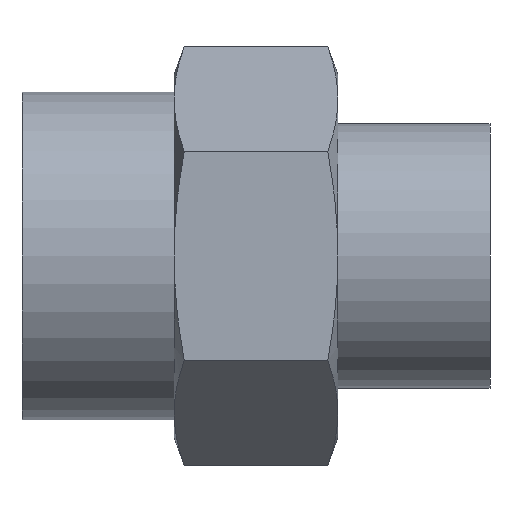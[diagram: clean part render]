
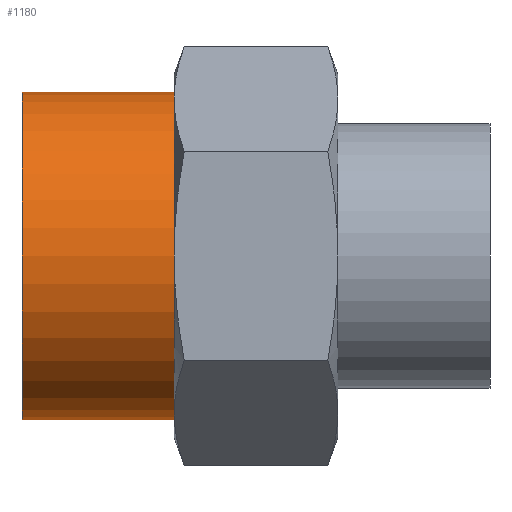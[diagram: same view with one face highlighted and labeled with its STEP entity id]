
A CAD part, front view. The second image highlights one B-rep face of the part: STEP entity #1180.
In plain terms, the highlighted cylindrical face has radius 10.047 mm (diameter 20.095 mm), a full revolution.
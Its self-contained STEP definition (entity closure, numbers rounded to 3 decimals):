
#201=FACE_OUTER_BOUND('',#276,.T.);
#276=EDGE_LOOP('',(#801,#802,#803,#804));
#358=LINE('',#1639,#406);
#406=VECTOR('',#1378,11.113);
#455=CIRCLE('',#1261,10.047);
#456=CIRCLE('',#1262,10.047);
#491=VERTEX_POINT('',#1636);
#492=VERTEX_POINT('',#1638);
#612=EDGE_CURVE('',#491,#491,#455,.T.);
#613=EDGE_CURVE('',#491,#492,#358,.T.);
#614=EDGE_CURVE('',#492,#492,#456,.T.);
#801=ORIENTED_EDGE('',*,*,#612,.F.);
#802=ORIENTED_EDGE('',*,*,#613,.T.);
#803=ORIENTED_EDGE('',*,*,#614,.T.);
#804=ORIENTED_EDGE('',*,*,#613,.F.);
#1174=CYLINDRICAL_SURFACE('',#1260,10.047);
#1180=ADVANCED_FACE('',(#201),#1174,.T.);
#1260=AXIS2_PLACEMENT_3D('',#1635,#1374,#1375);
#1261=AXIS2_PLACEMENT_3D('',#1637,#1376,#1377);
#1262=AXIS2_PLACEMENT_3D('',#1640,#1379,#1380);
#1374=DIRECTION('center_axis',(-1.,0.,0.));
#1375=DIRECTION('ref_axis',(0.,0.,1.));
#1376=DIRECTION('center_axis',(-1.,0.,0.));
#1377=DIRECTION('ref_axis',(0.,0.,1.));
#1378=DIRECTION('',(1.,0.,0.));
#1379=DIRECTION('center_axis',(-1.,0.,0.));
#1380=DIRECTION('ref_axis',(0.,0.,1.));
#1635=CARTESIAN_POINT('Origin',(-30.023,12.832,0.));
#1636=CARTESIAN_POINT('',(-14.351,12.832,-10.047));
#1637=CARTESIAN_POINT('Origin',(-14.351,12.832,0.));
#1638=CARTESIAN_POINT('',(-5.023,12.832,-10.047));
#1639=CARTESIAN_POINT('',(-30.023,12.832,-10.047));
#1640=CARTESIAN_POINT('Origin',(-5.023,12.832,0.));
